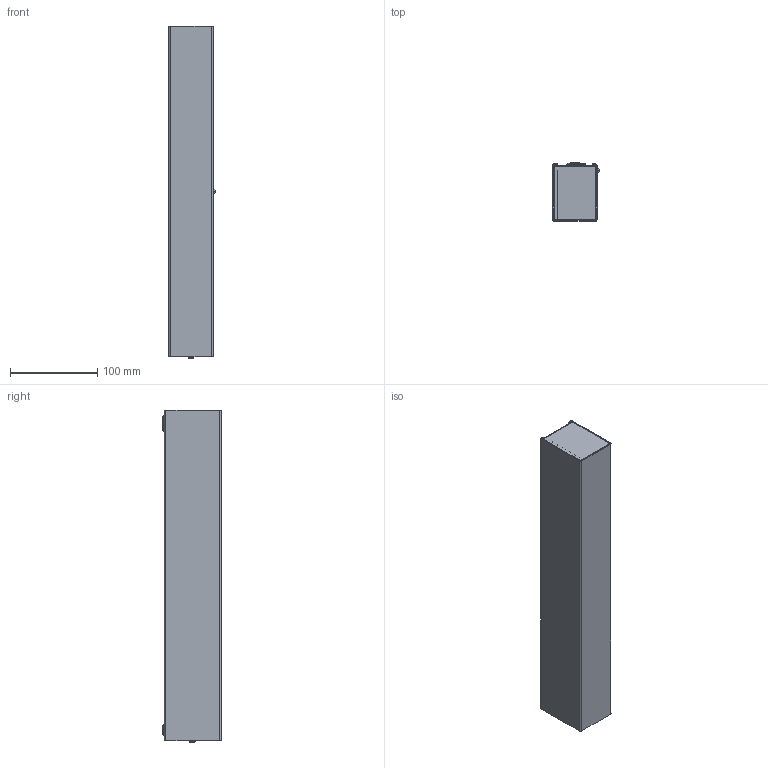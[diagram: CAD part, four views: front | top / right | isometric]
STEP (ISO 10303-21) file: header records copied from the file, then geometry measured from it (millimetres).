
FILE_DESCRIPTION((''),'2;1');
FILE_NAME('A0801004-ROS-EU-PUSHDALI-1800_ASM','2022-04-08T11:49:52',('MarchesaniMassimilia'),(''),'CREO PARAMETRIC BY PTC INC, 2020354','CREO PARAMETRIC BY PTC INC, 2020354','');
FILE_SCHEMA(('CONFIG_CONTROL_DESIGN'));
Products named in the file (13): A0807024-FONDELLO-ROSONE; A0807025-COPERCHIO-ROSONE; WAGO-L_TE_N; WAGO-POS-NEG; WAGO-DAPIU_DAMENO; TRIDONIC_LCA100W_24V; TRIDONIC_100W_15013247_00; TRIDONIC-LCA_60W_24V_ONE4ALL; TRIDONIC-UL-60W24V-0_10V; ESSENTRA-465903; BOCCOLA_PASSACAVO_HEYCO_14-3; VITE_TCTT_M3X6_ZINC; A0801004-ROS-EU-PUSHDALI-1800_ASM
Assembly tree (12 placements, depth 2):
  A0801004-ROS-EU-PUSHDALI-1800_ASM
    A0807024-FONDELLO-ROSONE
    A0807025-COPERCHIO-ROSONE
    WAGO-L_TE_N
    WAGO-POS-NEG
    WAGO-DAPIU_DAMENO
    TRIDONIC_LCA100W_24V
    TRIDONIC_100W_15013247_00
    TRIDONIC-LCA_60W_24V_ONE4ALL
    TRIDONIC-UL-60W24V-0_10V
    ESSENTRA-465903
    BOCCOLA_PASSACAVO_HEYCO_14-3
    VITE_TCTT_M3X6_ZINC
Bounding box: 53.49 x 67 x 381.6 mm (x, y, z)
Volume: 683312.3 mm3; surface area: 452653.2 mm2
Topology: 30 solids, 30 shells, 4500 faces, 12641 edges, 8270 vertices
Faces by surface type: plane 3124, cylinder 1144, bspline 96, torus 58, cone 48, sphere 30
Entity records: 150121 total; most frequent: CARTESIAN_POINT 33515, ORIENTED_EDGE 25258, DIRECTION 22811, EDGE_CURVE 12629, VECTOR 9393, LINE 9393, VERTEX_POINT 8270, AXIS2_PLACEMENT_3D 6709
